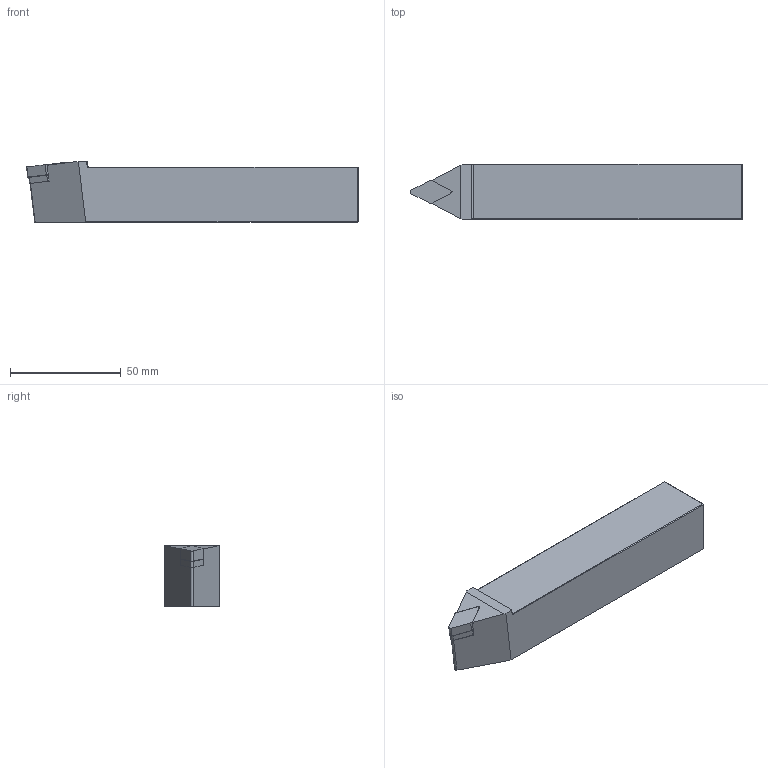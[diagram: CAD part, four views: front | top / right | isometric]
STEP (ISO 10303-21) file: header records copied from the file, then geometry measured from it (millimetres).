
FILE_DESCRIPTION(/* description */ (''),/* implementation_level */ '2;1');
FILE_NAME(/* name */ 'PDNNN-2525-M11.stp',/* time_stamp */ '2023-09-29T10:14:38+03:00',/* author */ (''),/* organization */ (''),/* preprocessor_version */ 'ST-DEVELOPER v19.4',/* originating_system */ 'SIEMENS PLM Software NX2306.3001',/* authorisation */ '');
FILE_SCHEMA (('AUTOMOTIVE_DESIGN { 1 0 10303 214 3 1 1 1 }'));
Length unit declared in the file: millimetre
Products named in the file (1): PDNNN-2525-M11
Bounding box: 150 x 25 x 27.5 mm (x, y, z)
Volume: 86157 mm3; surface area: 15495.8 mm2
Topology: 2 solids, 2 shells, 51 faces, 123 edges, 76 vertices
Faces by surface type: plane 39, cylinder 10, cone 2
Entity records: 1557 total; most frequent: DIRECTION 251, CARTESIAN_POINT 251, ORIENTED_EDGE 246, EDGE_CURVE 123, LINE 99, VECTOR 99, VERTEX_POINT 76, AXIS2_PLACEMENT_3D 76
